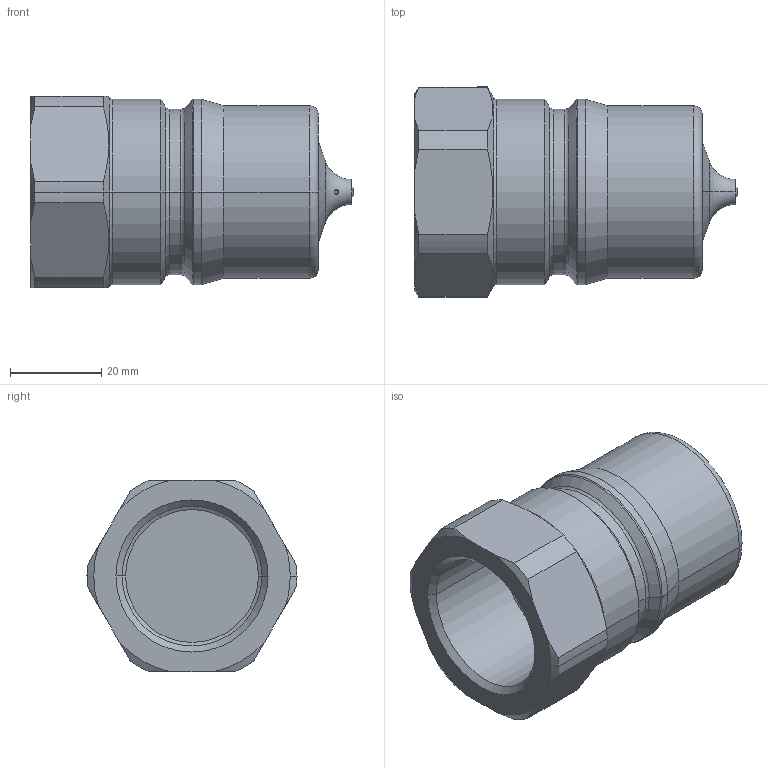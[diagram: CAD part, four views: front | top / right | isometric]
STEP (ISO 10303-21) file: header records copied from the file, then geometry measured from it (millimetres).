
FILE_DESCRIPTION (( 'STEP AP214' ), '1' );
FILE_NAME ('IB10021.STEP', '2015-09-02T07:40:13', ( 'admin' ), ( 'Microsoft' ), 'SwSTEP 2.0', 'SolidWorks 2009', '' );
FILE_SCHEMA (( 'AUTOMOTIVE_DESIGN' ));
Length unit declared in the file: millimetre
Products named in the file (1): IB10021
Bounding box: 70.65 x 46 x 42 mm (x, y, z)
Volume: 59864.8 mm3; surface area: 13668.2 mm2
Topology: 1 solids, 1 shells, 93 faces, 204 edges, 120 vertices
Faces by surface type: cone 33, cylinder 31, torus 16, plane 13
Entity records: 2701 total; most frequent: CARTESIAN_POINT 604, DIRECTION 476, ORIENTED_EDGE 408, AXIS2_PLACEMENT_3D 204, EDGE_CURVE 204, VERTEX_POINT 120, CIRCLE 110, EDGE_LOOP 100
